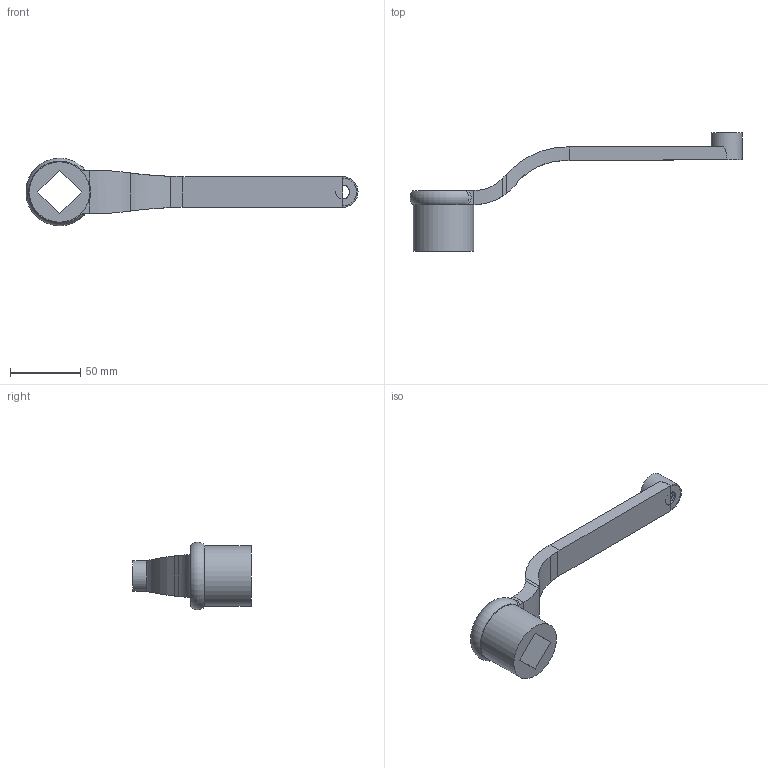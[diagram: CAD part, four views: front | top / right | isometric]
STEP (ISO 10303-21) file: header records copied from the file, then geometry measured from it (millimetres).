
FILE_DESCRIPTION(/* description */ (''),/* implementation_level */ '2;1');
FILE_NAME(/* name */ 'OB_200_N',/* time_stamp */ '2012-11-23T16:37:28+08:00',/* author */ (''),/* organization */ (''),/* preprocessor_version */ 'ST-DEVELOPER v9',/* originating_system */ 'UGS - NX 4.0',/* authorisation */ '');
FILE_SCHEMA (('CONFIG_CONTROL_DESIGN'));
Length unit declared in the file: millimetre
Products named in the file (1): AdmiB260xmma
Bounding box: 235.91 x 84 x 47.92 mm (x, y, z)
Volume: 90405.9 mm3; surface area: 26838.6 mm2
Topology: 1 solids, 1 shells, 56 faces, 181 edges, 119 vertices
Faces by surface type: plane 20, cylinder 17, bspline 16, cone 2, torus 1
Full cylindrical faces by diameter (mm): 22 x1, 43 x1
Entity records: 5235 total; most frequent: CARTESIAN_POINT 3832, ORIENTED_EDGE 358, EDGE_CURVE 179, DIRECTION 151, B_SPLINE_CURVE_WITH_KNOTS 127, VERTEX_POINT 119, EDGE_LOOP 62, AXIS2_PLACEMENT_3D 58
